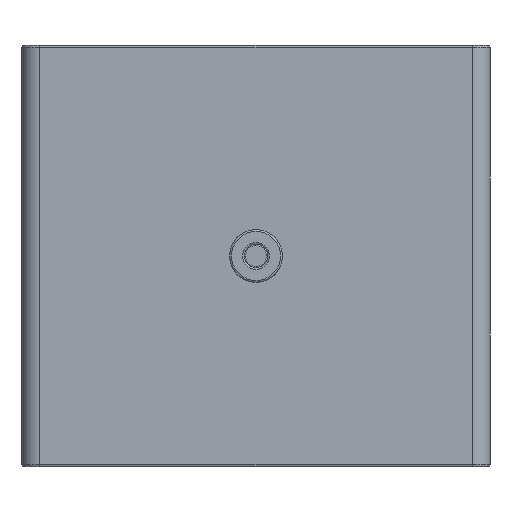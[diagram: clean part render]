
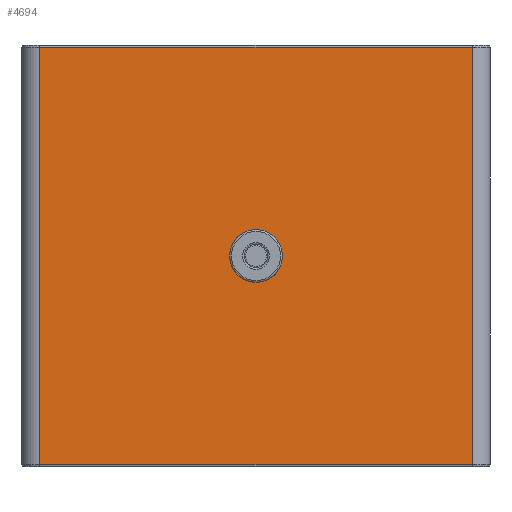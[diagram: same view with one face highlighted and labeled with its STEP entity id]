
A CAD part, left-side view. The second image highlights one B-rep face of the part: STEP entity #4694.
In plain terms, the highlighted planar face has unit normal (-1, 0, 0).
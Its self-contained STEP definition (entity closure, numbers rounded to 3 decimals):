
#395=LINE('',#7178,#601);
#396=LINE('',#7181,#602);
#397=LINE('',#7183,#603);
#398=LINE('',#7185,#604);
#601=VECTOR('',#5727,1000.);
#602=VECTOR('',#5728,1000.);
#603=VECTOR('',#5729,1000.);
#604=VECTOR('',#5730,1000.);
#824=ORIENTED_EDGE('',*,*,#1894,.T.);
#825=ORIENTED_EDGE('',*,*,#1895,.T.);
#826=ORIENTED_EDGE('',*,*,#1896,.T.);
#827=ORIENTED_EDGE('',*,*,#1897,.T.);
#828=ORIENTED_EDGE('',*,*,#1898,.T.);
#1894=EDGE_CURVE('',#2429,#2429,#2710,.F.);
#1895=EDGE_CURVE('',#2430,#2431,#395,.T.);
#1896=EDGE_CURVE('',#2431,#2432,#396,.F.);
#1897=EDGE_CURVE('',#2432,#2433,#397,.F.);
#1898=EDGE_CURVE('',#2433,#2430,#398,.T.);
#2429=VERTEX_POINT('',#7177);
#2430=VERTEX_POINT('',#7179);
#2431=VERTEX_POINT('',#7180);
#2432=VERTEX_POINT('',#7182);
#2433=VERTEX_POINT('',#7184);
#2710=CIRCLE('',#5043,1.9);
#3010=EDGE_LOOP('',(#824));
#3011=EDGE_LOOP('',(#825,#826,#827,#828));
#3410=FACE_BOUND('',#3010,.T.);
#3411=FACE_BOUND('',#3011,.T.);
#3793=PLANE('',#5042);
#4694=ADVANCED_FACE('',(#3410,#3411),#3793,.T.);
#5042=AXIS2_PLACEMENT_3D('',#7175,#5723,#5724);
#5043=AXIS2_PLACEMENT_3D('',#7176,#5725,#5726);
#5723=DIRECTION('',(-1.,0.,0.));
#5724=DIRECTION('',(0.,0.,1.));
#5725=DIRECTION('',(-1.,0.,0.));
#5726=DIRECTION('',(0.,0.,1.));
#5727=DIRECTION('',(0.,0.,-1.));
#5728=DIRECTION('',(0.,1.,0.));
#5729=DIRECTION('',(0.,0.,-1.));
#5730=DIRECTION('',(0.,1.,0.));
#7175=CARTESIAN_POINT('',(0.,-20.,18.));
#7176=CARTESIAN_POINT('',(0.,0.,0.));
#7177=CARTESIAN_POINT('',(0.,0.,1.9));
#7178=CARTESIAN_POINT('',(0.,18.5,18.));
#7179=CARTESIAN_POINT('',(0.,18.5,17.85));
#7180=CARTESIAN_POINT('',(0.,18.5,-17.85));
#7181=CARTESIAN_POINT('',(0.,-20.,-17.85));
#7182=CARTESIAN_POINT('',(0.,-18.5,-17.85));
#7183=CARTESIAN_POINT('',(0.,-18.5,18.));
#7184=CARTESIAN_POINT('',(0.,-18.5,17.85));
#7185=CARTESIAN_POINT('',(0.,18.5,17.85));
